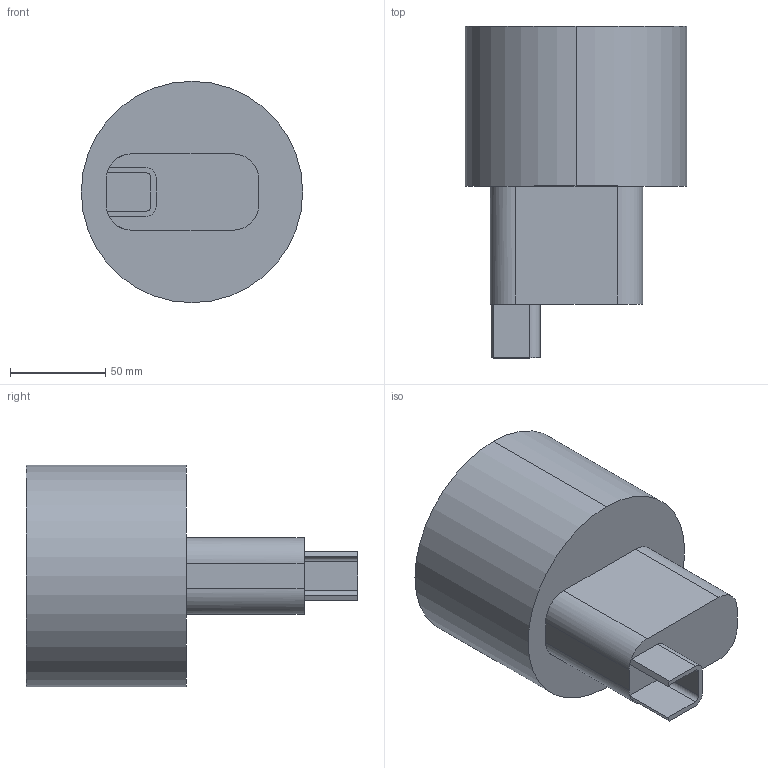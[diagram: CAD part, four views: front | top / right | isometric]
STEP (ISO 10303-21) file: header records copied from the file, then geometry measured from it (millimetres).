
FILE_DESCRIPTION (( 'STEP AP203' ), '1' );
FILE_NAME ('Arm6Part2_Default_sldprt.STEP', '2018-11-27T18:59:54', ( '' ), ( '' ), 'SwSTEP 2.0', 'SolidWorks 2018', '' );
FILE_SCHEMA (( 'CONFIG_CONTROL_DESIGN' ));
Length unit declared in the file: centimetre
Products named in the file (1): Arm6Part2_Default_sldprt
Bounding box: 116 x 173.82 x 116 mm (x, y, z)
Volume: 1078877.8 mm3; surface area: 69030.6 mm2
Topology: 1 solids, 1 shells, 29 faces, 70 edges, 44 vertices
Faces by surface type: plane 19, cylinder 10
Entity records: 921 total; most frequent: DIRECTION 154, CARTESIAN_POINT 144, ORIENTED_EDGE 140, EDGE_CURVE 70, AXIS2_PLACEMENT_3D 54, LINE 46, VECTOR 46, VERTEX_POINT 44
